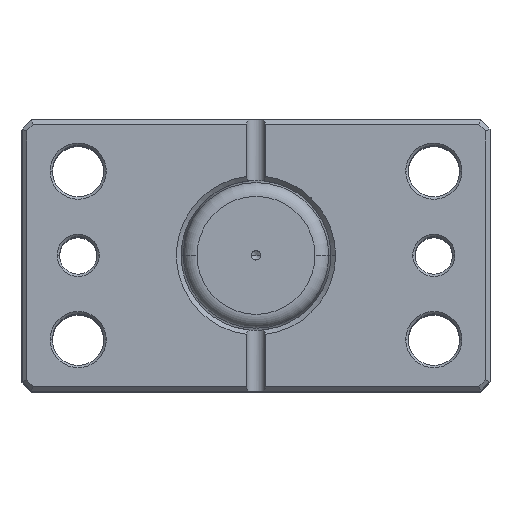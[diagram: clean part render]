
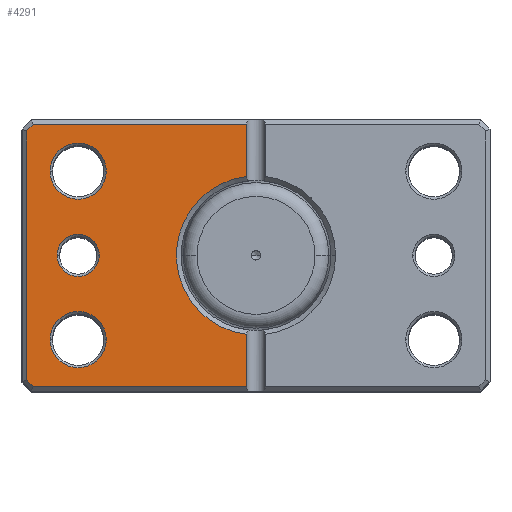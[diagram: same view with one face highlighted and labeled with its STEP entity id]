
A CAD part, top view. The second image highlights one B-rep face of the part: STEP entity #4291.
In plain terms, the highlighted face is planar.
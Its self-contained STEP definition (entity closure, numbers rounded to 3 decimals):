
#92 = EDGE_CURVE ( 'NONE', #3893, #4740, #3673, .T. ) ;
#111 = CARTESIAN_POINT ( 'NONE',  ( 32., 18., 0. ) ) ;
#130 = ORIENTED_EDGE ( 'NONE', *, *, #3663, .T. ) ;
#193 = VERTEX_POINT ( 'NONE', #2838 ) ;
#278 = AXIS2_PLACEMENT_3D ( 'NONE', #7050, #6946, #6923 ) ;
#280 = EDGE_LOOP ( 'NONE', ( #842, #3490, #4788, #1047, #5027, #2218, #4770, #130 ) ) ;
#501 = CARTESIAN_POINT ( 'NONE',  ( 0., 0., 0. ) ) ;
#528 = AXIS2_PLACEMENT_3D ( 'NONE', #5435, #2117, #5972 ) ;
#573 = CIRCLE ( 'NONE', #2601, 6. ) ;
#687 = EDGE_LOOP ( 'NONE', ( #3460, #4769 ) ) ;
#706 = VERTEX_POINT ( 'NONE', #111 ) ;
#762 = VERTEX_POINT ( 'NONE', #2788 ) ;
#842 = ORIENTED_EDGE ( 'NONE', *, *, #6974, .T. ) ;
#867 = DIRECTION ( 'NONE',  ( 0., 0., 1. ) ) ;
#931 = CIRCLE ( 'NONE', #1478, 4.5 ) ;
#941 = DIRECTION ( 'NONE',  ( -1., 0., 0. ) ) ;
#959 = CARTESIAN_POINT ( 'NONE',  ( 49., 0., 0. ) ) ;
#1047 = ORIENTED_EDGE ( 'NONE', *, *, #2217, .T. ) ;
#1060 = DIRECTION ( 'NONE',  ( 1., 0., 0. ) ) ;
#1089 = PLANE ( 'NONE',  #5302 ) ;
#1109 = ORIENTED_EDGE ( 'NONE', *, *, #5102, .T. ) ;
#1124 = DIRECTION ( 'NONE',  ( 1., 0., 0. ) ) ;
#1292 = ORIENTED_EDGE ( 'NONE', *, *, #5452, .T. ) ;
#1478 = AXIS2_PLACEMENT_3D ( 'NONE', #5476, #2170, #6020 ) ;
#1511 = EDGE_CURVE ( 'NONE', #5313, #5833, #3938, .T. ) ;
#1515 = FACE_BOUND ( 'NONE', #1805, .T. ) ;
#1660 = DIRECTION ( 'NONE',  ( 0., 0., 1. ) ) ;
#1805 = EDGE_LOOP ( 'NONE', ( #1292, #1109 ) ) ;
#2112 = CARTESIAN_POINT ( 'NONE',  ( 2., 16.882, 0. ) ) ;
#2113 = VERTEX_POINT ( 'NONE', #2112 ) ;
#2117 = DIRECTION ( 'NONE',  ( 0., 0., 1. ) ) ;
#2164 = VECTOR ( 'NONE', #2988, 1000. ) ;
#2170 = DIRECTION ( 'NONE',  ( 0., 0., 1. ) ) ;
#2176 = VERTEX_POINT ( 'NONE', #6595 ) ;
#2193 = CARTESIAN_POINT ( 'NONE',  ( 38., 18., 0. ) ) ;
#2216 = FACE_BOUND ( 'NONE', #5395, .T. ) ;
#2217 = EDGE_CURVE ( 'NONE', #3818, #193, #6862, .T. ) ;
#2218 = ORIENTED_EDGE ( 'NONE', *, *, #3703, .T. ) ;
#2344 = CARTESIAN_POINT ( 'NONE',  ( 32., -18., 0. ) ) ;
#2363 = CARTESIAN_POINT ( 'NONE',  ( 2., 28., 0. ) ) ;
#2517 = CARTESIAN_POINT ( 'NONE',  ( 38., 18., 0. ) ) ;
#2530 = LINE ( 'NONE', #4169, #3989 ) ;
#2601 = AXIS2_PLACEMENT_3D ( 'NONE', #2193, #6042, #2746 ) ;
#2746 = DIRECTION ( 'NONE',  ( 1., 0., 0. ) ) ;
#2788 = CARTESIAN_POINT ( 'NONE',  ( 2., -16.882, 0. ) ) ;
#2838 = CARTESIAN_POINT ( 'NONE',  ( 47.586, 28., 0. ) ) ;
#2921 = LINE ( 'NONE', #959, #5352 ) ;
#2988 = DIRECTION ( 'NONE',  ( 0., 1., 0. ) ) ;
#3040 = VERTEX_POINT ( 'NONE', #2344 ) ;
#3055 = DIRECTION ( 'NONE',  ( 1., 0., 0. ) ) ;
#3154 = CIRCLE ( 'NONE', #5694, 6. ) ;
#3360 = EDGE_CURVE ( 'NONE', #762, #2113, #6106, .T. ) ;
#3394 = AXIS2_PLACEMENT_3D ( 'NONE', #4192, #867, #4746 ) ;
#3411 = CIRCLE ( 'NONE', #528, 6. ) ;
#3460 = ORIENTED_EDGE ( 'NONE', *, *, #6182, .T. ) ;
#3490 = ORIENTED_EDGE ( 'NONE', *, *, #3360, .T. ) ;
#3646 = LINE ( 'NONE', #4639, #2164 ) ;
#3663 = EDGE_CURVE ( 'NONE', #4740, #2176, #4235, .T. ) ;
#3673 = LINE ( 'NONE', #6764, #4967 ) ;
#3703 = EDGE_CURVE ( 'NONE', #4110, #3893, #2921, .T. ) ;
#3762 = EDGE_CURVE ( 'NONE', #5833, #5313, #931, .T. ) ;
#3788 = EDGE_CURVE ( 'NONE', #7042, #706, #573, .T. ) ;
#3818 = VERTEX_POINT ( 'NONE', #2363 ) ;
#3831 = CARTESIAN_POINT ( 'NONE',  ( 33.5, 0., 0. ) ) ;
#3882 = ORIENTED_EDGE ( 'NONE', *, *, #1511, .T. ) ;
#3893 = VERTEX_POINT ( 'NONE', #4090 ) ;
#3929 = VECTOR ( 'NONE', #1124, 1000. ) ;
#3938 = CIRCLE ( 'NONE', #278, 4.5 ) ;
#3983 = AXIS2_PLACEMENT_3D ( 'NONE', #501, #4379, #1060 ) ;
#3989 = VECTOR ( 'NONE', #6368, 1000. ) ;
#4052 = VECTOR ( 'NONE', #941, 1000. ) ;
#4090 = CARTESIAN_POINT ( 'NONE',  ( 49., -26.586, 0. ) ) ;
#4110 = VERTEX_POINT ( 'NONE', #7046 ) ;
#4169 = CARTESIAN_POINT ( 'NONE',  ( 37.793, 37.793, 0. ) ) ;
#4192 = CARTESIAN_POINT ( 'NONE',  ( 38., -18., 0. ) ) ;
#4193 = CARTESIAN_POINT ( 'NONE',  ( 2., 29., 0. ) ) ;
#4235 = LINE ( 'NONE', #4816, #4052 ) ;
#4291 = ADVANCED_FACE ( 'NONE', ( #2216, #1515, #5764, #4300 ), #1089, .F. ) ;
#4300 = FACE_OUTER_BOUND ( 'NONE', #280, .T. ) ;
#4379 = DIRECTION ( 'NONE',  ( 0., 0., 1. ) ) ;
#4448 = CARTESIAN_POINT ( 'NONE',  ( 0., 28., 0. ) ) ;
#4639 = CARTESIAN_POINT ( 'NONE',  ( 2., 29., 0. ) ) ;
#4724 = ORIENTED_EDGE ( 'NONE', *, *, #3762, .T. ) ;
#4740 = VERTEX_POINT ( 'NONE', #6023 ) ;
#4746 = DIRECTION ( 'NONE',  ( 1., 0., 0. ) ) ;
#4747 = CARTESIAN_POINT ( 'NONE',  ( 44., -18., 0. ) ) ;
#4769 = ORIENTED_EDGE ( 'NONE', *, *, #3788, .T. ) ;
#4770 = ORIENTED_EDGE ( 'NONE', *, *, #92, .T. ) ;
#4788 = ORIENTED_EDGE ( 'NONE', *, *, #6554, .T. ) ;
#4816 = CARTESIAN_POINT ( 'NONE',  ( 0., -28., 0. ) ) ;
#4845 = DIRECTION ( 'NONE',  ( 0., -1., 0. ) ) ;
#4967 = VECTOR ( 'NONE', #5357, 1000. ) ;
#4991 = CARTESIAN_POINT ( 'NONE',  ( 0., 0., 0. ) ) ;
#5027 = ORIENTED_EDGE ( 'NONE', *, *, #6545, .T. ) ;
#5102 = EDGE_CURVE ( 'NONE', #6552, #3040, #6606, .T. ) ;
#5302 = AXIS2_PLACEMENT_3D ( 'NONE', #4991, #1660, #5538 ) ;
#5304 = LINE ( 'NONE', #4193, #6919 ) ;
#5309 = DIRECTION ( 'NONE',  ( 0., 1., 0. ) ) ;
#5313 = VERTEX_POINT ( 'NONE', #6973 ) ;
#5352 = VECTOR ( 'NONE', #4845, 1000. ) ;
#5357 = DIRECTION ( 'NONE',  ( -0.707, -0.707, 0. ) ) ;
#5395 = EDGE_LOOP ( 'NONE', ( #4724, #3882 ) ) ;
#5435 = CARTESIAN_POINT ( 'NONE',  ( 38., -18., 0. ) ) ;
#5452 = EDGE_CURVE ( 'NONE', #3040, #6552, #3411, .T. ) ;
#5476 = CARTESIAN_POINT ( 'NONE',  ( 38., 0., 0. ) ) ;
#5538 = DIRECTION ( 'NONE',  ( 1., 0., 0. ) ) ;
#5694 = AXIS2_PLACEMENT_3D ( 'NONE', #2517, #6356, #3055 ) ;
#5764 = FACE_BOUND ( 'NONE', #687, .T. ) ;
#5833 = VERTEX_POINT ( 'NONE', #3831 ) ;
#5972 = DIRECTION ( 'NONE',  ( 1., 0., 0. ) ) ;
#6020 = DIRECTION ( 'NONE',  ( 1., 0., 0. ) ) ;
#6023 = CARTESIAN_POINT ( 'NONE',  ( 47.586, -28., 0. ) ) ;
#6042 = DIRECTION ( 'NONE',  ( 0., 0., 1. ) ) ;
#6106 = CIRCLE ( 'NONE', #3983, 17. ) ;
#6182 = EDGE_CURVE ( 'NONE', #706, #7042, #3154, .T. ) ;
#6356 = DIRECTION ( 'NONE',  ( 0., 0., 1. ) ) ;
#6368 = DIRECTION ( 'NONE',  ( 0.707, -0.707, 0. ) ) ;
#6545 = EDGE_CURVE ( 'NONE', #193, #4110, #2530, .T. ) ;
#6552 = VERTEX_POINT ( 'NONE', #4747 ) ;
#6554 = EDGE_CURVE ( 'NONE', #2113, #3818, #5304, .T. ) ;
#6595 = CARTESIAN_POINT ( 'NONE',  ( 2., -28., 0. ) ) ;
#6606 = CIRCLE ( 'NONE', #3394, 6. ) ;
#6764 = CARTESIAN_POINT ( 'NONE',  ( 37.793, -37.793, 0. ) ) ;
#6843 = CARTESIAN_POINT ( 'NONE',  ( 44., 18., 0. ) ) ;
#6862 = LINE ( 'NONE', #4448, #3929 ) ;
#6919 = VECTOR ( 'NONE', #5309, 1000. ) ;
#6923 = DIRECTION ( 'NONE',  ( 1., 0., 0. ) ) ;
#6946 = DIRECTION ( 'NONE',  ( 0., 0., 1. ) ) ;
#6973 = CARTESIAN_POINT ( 'NONE',  ( 42.5, 0., 0. ) ) ;
#6974 = EDGE_CURVE ( 'NONE', #2176, #762, #3646, .T. ) ;
#7042 = VERTEX_POINT ( 'NONE', #6843 ) ;
#7046 = CARTESIAN_POINT ( 'NONE',  ( 49., 26.586, 0. ) ) ;
#7050 = CARTESIAN_POINT ( 'NONE',  ( 38., 0., 0. ) ) ;
